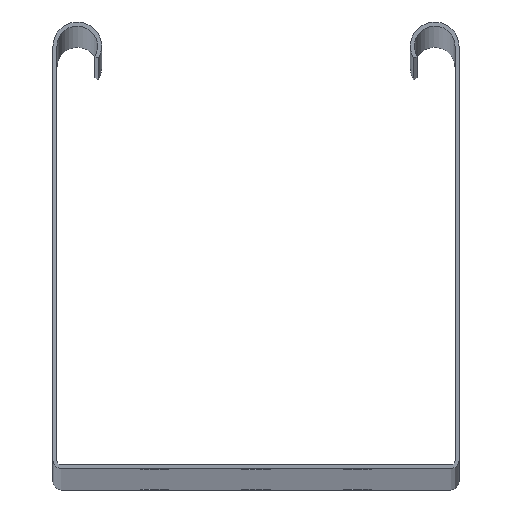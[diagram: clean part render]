
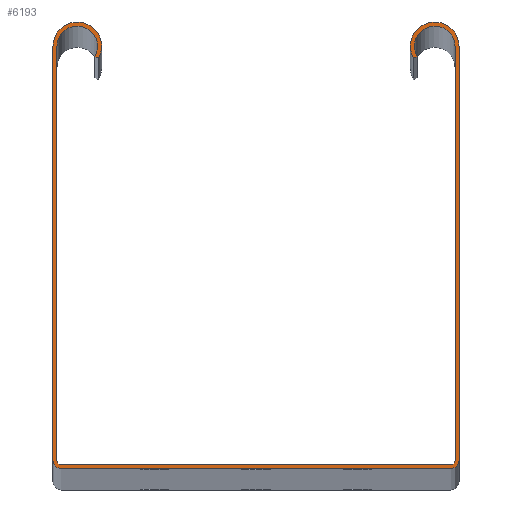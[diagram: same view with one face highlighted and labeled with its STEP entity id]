
A CAD part, top view. The second image highlights one B-rep face of the part: STEP entity #6193.
In plain terms, the highlighted planar face has unit normal (0, 0, 1).
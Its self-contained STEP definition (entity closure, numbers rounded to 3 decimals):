
#2442=CARTESIAN_POINT('',(-44.,103.,1500.));
#2443=DIRECTION('',(0.,0.,1.));
#2444=DIRECTION('',(0.866,-0.5,0.));
#2445=AXIS2_PLACEMENT_3D('',#2442,#2443,#2444);
#2447=DIRECTION('',(0.866,-0.5,0.));
#2448=VECTOR('',#2447,1.);
#2449=CARTESIAN_POINT('',(-39.67,100.5,1500.));
#2450=LINE('',#2449,#2448);
#2451=CARTESIAN_POINT('',(-44.,103.,1500.));
#2452=DIRECTION('',(0.,0.,-1.));
#2453=DIRECTION('',(-1.,0.,0.));
#2454=AXIS2_PLACEMENT_3D('',#2451,#2452,#2453);
#2456=DIRECTION('',(0.,1.,0.));
#2457=VECTOR('',#2456,102.);
#2458=CARTESIAN_POINT('',(-49.,1.,1500.));
#2459=LINE('',#2458,#2457);
#2460=CARTESIAN_POINT('',(-48.,1.,1500.));
#2461=DIRECTION('',(0.,0.,-1.));
#2462=DIRECTION('',(0.,-1.,0.));
#2463=AXIS2_PLACEMENT_3D('',#2460,#2461,#2462);
#2465=DIRECTION('',(-1.,0.,0.));
#2466=VECTOR('',#2465,96.);
#2467=CARTESIAN_POINT('',(48.,0.,1500.));
#2468=LINE('',#2467,#2466);
#2469=CARTESIAN_POINT('',(48.,1.,1500.));
#2470=DIRECTION('',(0.,0.,-1.));
#2471=DIRECTION('',(1.,0.,0.));
#2472=AXIS2_PLACEMENT_3D('',#2469,#2470,#2471);
#2474=DIRECTION('',(0.,-1.,0.));
#2475=VECTOR('',#2474,102.);
#2476=CARTESIAN_POINT('',(49.,103.,1500.));
#2477=LINE('',#2476,#2475);
#2478=CARTESIAN_POINT('',(44.,103.,1500.));
#2479=DIRECTION('',(0.,0.,-1.));
#2480=DIRECTION('',(-0.866,-0.5,0.));
#2481=AXIS2_PLACEMENT_3D('',#2478,#2479,#2480);
#2483=DIRECTION('',(0.866,0.5,0.));
#2484=VECTOR('',#2483,1.);
#2485=CARTESIAN_POINT('',(38.804,100.,1500.));
#2486=LINE('',#2485,#2484);
#2487=CARTESIAN_POINT('',(44.,103.,1500.));
#2488=DIRECTION('',(0.,0.,1.));
#2489=DIRECTION('',(1.,0.,0.));
#2490=AXIS2_PLACEMENT_3D('',#2487,#2488,#2489);
#2492=DIRECTION('',(0.,1.,0.));
#2493=VECTOR('',#2492,102.);
#2494=CARTESIAN_POINT('',(50.,1.,1500.));
#2495=LINE('',#2494,#2493);
#2496=CARTESIAN_POINT('',(48.,1.,1500.));
#2497=DIRECTION('',(0.,0.,1.));
#2498=DIRECTION('',(0.,-1.,0.));
#2499=AXIS2_PLACEMENT_3D('',#2496,#2497,#2498);
#2501=DIRECTION('',(1.,0.,0.));
#2502=VECTOR('',#2501,96.);
#2503=CARTESIAN_POINT('',(-48.,-1.,1500.));
#2504=LINE('',#2503,#2502);
#2505=CARTESIAN_POINT('',(-48.,1.,1500.));
#2506=DIRECTION('',(0.,0.,1.));
#2507=DIRECTION('',(-1.,0.,0.));
#2508=AXIS2_PLACEMENT_3D('',#2505,#2506,#2507);
#2510=DIRECTION('',(0.,-1.,0.));
#2511=VECTOR('',#2510,102.);
#2512=CARTESIAN_POINT('',(-50.,103.,1500.));
#2513=LINE('',#2512,#2511);
#3570=CARTESIAN_POINT('',(-38.804,100.,1500.));
#3571=CARTESIAN_POINT('',(-50.,103.,1500.));
#3572=VERTEX_POINT('',#3570);
#3573=VERTEX_POINT('',#3571);
#3574=CARTESIAN_POINT('',(-50.,1.,1500.));
#3575=VERTEX_POINT('',#3574);
#3576=CARTESIAN_POINT('',(-48.,-1.,1500.));
#3577=VERTEX_POINT('',#3576);
#3578=CARTESIAN_POINT('',(48.,-1.,1500.));
#3579=VERTEX_POINT('',#3578);
#3580=CARTESIAN_POINT('',(50.,1.,1500.));
#3581=VERTEX_POINT('',#3580);
#3582=CARTESIAN_POINT('',(50.,103.,1500.));
#3583=VERTEX_POINT('',#3582);
#3584=CARTESIAN_POINT('',(38.804,100.,1500.));
#3585=VERTEX_POINT('',#3584);
#3586=CARTESIAN_POINT('',(39.67,100.5,1500.));
#3587=VERTEX_POINT('',#3586);
#3588=CARTESIAN_POINT('',(49.,103.,1500.));
#3589=VERTEX_POINT('',#3588);
#3590=CARTESIAN_POINT('',(49.,1.,1500.));
#3591=VERTEX_POINT('',#3590);
#3592=CARTESIAN_POINT('',(48.,0.,1500.));
#3593=VERTEX_POINT('',#3592);
#3594=CARTESIAN_POINT('',(-48.,0.,1500.));
#3595=VERTEX_POINT('',#3594);
#3596=CARTESIAN_POINT('',(-49.,1.,1500.));
#3597=VERTEX_POINT('',#3596);
#3598=CARTESIAN_POINT('',(-49.,103.,1500.));
#3599=VERTEX_POINT('',#3598);
#3600=CARTESIAN_POINT('',(-39.67,100.5,1500.));
#3601=VERTEX_POINT('',#3600);
#6170=CARTESIAN_POINT('',(0.,0.,1500.));
#6171=DIRECTION('',(0.,0.,1.));
#6172=DIRECTION('',(1.,0.,0.));
#6173=AXIS2_PLACEMENT_3D('',#6170,#6171,#6172);
#6174=PLANE('',#6173);
#6175=ORIENTED_EDGE('',*,*,#4674,.F.);
#6176=ORIENTED_EDGE('',*,*,#4689,.F.);
#6177=ORIENTED_EDGE('',*,*,#4703,.F.);
#6178=ORIENTED_EDGE('',*,*,#4717,.F.);
#6179=ORIENTED_EDGE('',*,*,#4971,.F.);
#6180=ORIENTED_EDGE('',*,*,#4985,.F.);
#6181=ORIENTED_EDGE('',*,*,#5159,.F.);
#6182=ORIENTED_EDGE('',*,*,#5173,.F.);
#6183=ORIENTED_EDGE('',*,*,#5427,.F.);
#6184=ORIENTED_EDGE('',*,*,#5441,.F.);
#6185=ORIENTED_EDGE('',*,*,#5455,.F.);
#6186=ORIENTED_EDGE('',*,*,#5469,.F.);
#6187=ORIENTED_EDGE('',*,*,#5723,.F.);
#6188=ORIENTED_EDGE('',*,*,#5737,.F.);
#6189=ORIENTED_EDGE('',*,*,#5911,.F.);
#6190=ORIENTED_EDGE('',*,*,#5924,.F.);
#6191=EDGE_LOOP('',(#6175,#6176,#6177,#6178,#6179,#6180,#6181,#6182,#6183,#6184,
#6185,#6186,#6187,#6188,#6189,#6190));
#6192=FACE_OUTER_BOUND('',#6191,.F.);
#6193=ADVANCED_FACE('',(#6192),#6174,.T.);
#2446=CIRCLE('',#2445,6.);
#2455=CIRCLE('',#2454,5.);
#2464=CIRCLE('',#2463,1.);
#2473=CIRCLE('',#2472,1.);
#2482=CIRCLE('',#2481,5.);
#2491=CIRCLE('',#2490,6.);
#2500=CIRCLE('',#2499,2.);
#2509=CIRCLE('',#2508,2.);
#4674=EDGE_CURVE('',#3572,#3573,#2446,.T.);
#4689=EDGE_CURVE('',#3601,#3572,#2450,.T.);
#4703=EDGE_CURVE('',#3599,#3601,#2455,.T.);
#4717=EDGE_CURVE('',#3597,#3599,#2459,.T.);
#4971=EDGE_CURVE('',#3595,#3597,#2464,.T.);
#4985=EDGE_CURVE('',#3593,#3595,#2468,.T.);
#5159=EDGE_CURVE('',#3591,#3593,#2473,.T.);
#5173=EDGE_CURVE('',#3589,#3591,#2477,.T.);
#5427=EDGE_CURVE('',#3587,#3589,#2482,.T.);
#5441=EDGE_CURVE('',#3585,#3587,#2486,.T.);
#5455=EDGE_CURVE('',#3583,#3585,#2491,.T.);
#5469=EDGE_CURVE('',#3581,#3583,#2495,.T.);
#5723=EDGE_CURVE('',#3579,#3581,#2500,.T.);
#5737=EDGE_CURVE('',#3577,#3579,#2504,.T.);
#5911=EDGE_CURVE('',#3575,#3577,#2509,.T.);
#5924=EDGE_CURVE('',#3573,#3575,#2513,.T.);
